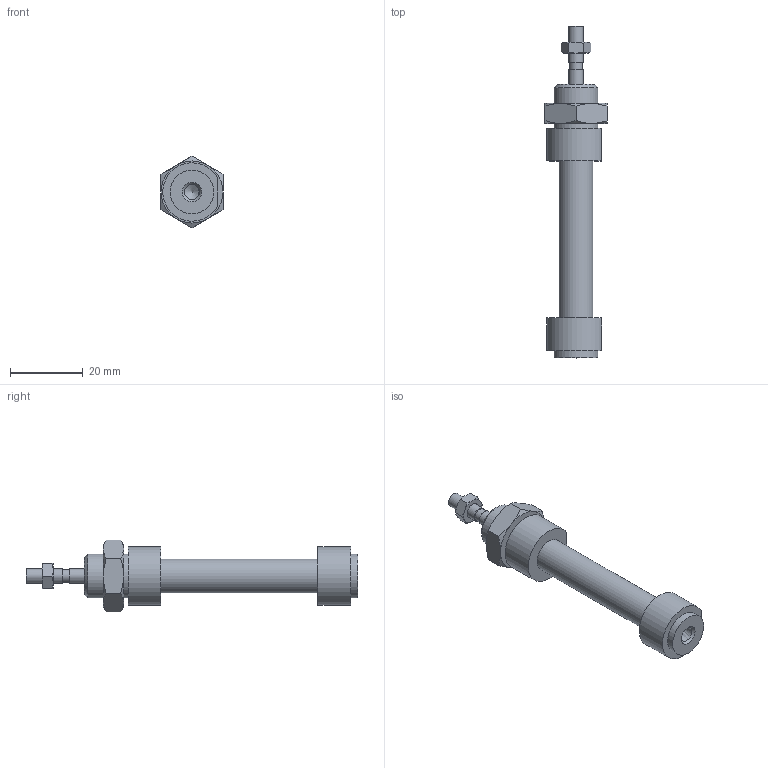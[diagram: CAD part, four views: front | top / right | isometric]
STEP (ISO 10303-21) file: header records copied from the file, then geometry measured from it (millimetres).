
FILE_DESCRIPTION((''),'2;1');
FILE_NAME('1281_08_0015.iam.stp','2009-06-04T09:37:04',(''),(''),'Autodesk Inventor 2010','Autodesk Inventor 2010','');
FILE_SCHEMA(('AUTOMOTIVE_DESIGN { 1 0 10303 214 1 1 1 1 }'));
Length unit declared in the file: millimetre
Products named in the file (5): 1281_08_0015; C1281_08_15; S1280_08_15; 1200_08_05; 1200_08_06
Assembly tree (4 placements, depth 2):
  1281_08_0015
    C1281_08_15
    S1280_08_15
    1200_08_05
    1200_08_06
Bounding box: 17 x 91 x 19.63 mm (x, y, z)
Volume: 8866.1 mm3; surface area: 5549.5 mm2
Topology: 4 solids, 4 shells, 79 faces, 165 edges, 100 vertices
Faces by surface type: plane 29, cone 26, bspline 15, cylinder 9
Full cylindrical faces by diameter (mm): 3.5 x1, 4 x3, 9.2 x1, 12 x2
Entity records: 2316 total; most frequent: CARTESIAN_POINT 655, DIRECTION 294, ORIENTED_EDGE 274, EDGE_CURVE 137, AXIS2_PLACEMENT_3D 135, EDGE_LOOP 114, VERTEX_POINT 93, STYLED_ITEM 83
